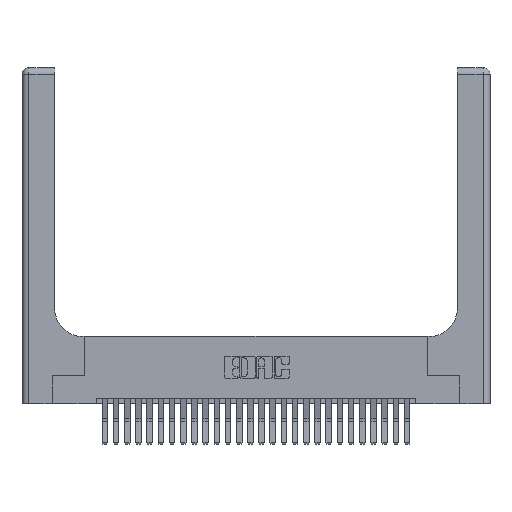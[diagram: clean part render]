
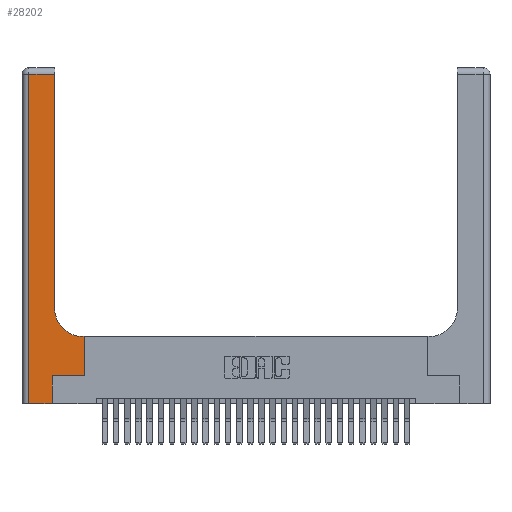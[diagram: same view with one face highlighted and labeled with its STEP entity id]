
A CAD part, top view. The second image highlights one B-rep face of the part: STEP entity #28202.
In plain terms, the highlighted planar face has unit normal (0, 0, 1).
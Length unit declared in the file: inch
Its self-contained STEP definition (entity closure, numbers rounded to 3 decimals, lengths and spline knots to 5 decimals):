
#552 = LINE ( 'NONE', #19602, #23814 ) ;
#1072 = DIRECTION ( 'NONE',  ( 0., 0., -1. ) ) ;
#1128 = CARTESIAN_POINT ( 'NONE',  ( 0.5585, 0.25, 0.37 ) ) ;
#1572 = CARTESIAN_POINT ( 'NONE',  ( 0.5585, 0.6, 0.37 ) ) ;
#1733 = VERTEX_POINT ( 'NONE', #1128 ) ;
#2064 = DIRECTION ( 'NONE',  ( 0., 1., 0. ) ) ;
#2224 = DIRECTION ( 'NONE',  ( -1., 0., 0. ) ) ;
#2244 = ORIENTED_EDGE ( 'NONE', *, *, #27739, .T. ) ;
#2276 = LINE ( 'NONE', #13261, #24823 ) ;
#2952 = FACE_OUTER_BOUND ( 'NONE', #19666, .T. ) ;
#3150 = VERTEX_POINT ( 'NONE', #15805 ) ;
#3402 = EDGE_CURVE ( 'NONE', #13768, #26707, #20127, .T. ) ;
#4502 = CARTESIAN_POINT ( 'NONE',  ( 0., 2.94, 0.37 ) ) ;
#4906 = CARTESIAN_POINT ( 'NONE',  ( 0.5585, 0.25, 0.37 ) ) ;
#4983 = DIRECTION ( 'NONE',  ( 0., 0., -1. ) ) ;
#5427 = DIRECTION ( 'NONE',  ( -1., 0., 0. ) ) ;
#6183 = CARTESIAN_POINT ( 'NONE',  ( 0.2915, 0.85, 0.37 ) ) ;
#6523 = ORIENTED_EDGE ( 'NONE', *, *, #25625, .T. ) ;
#6912 = VECTOR ( 'NONE', #9425, 39.37008 ) ;
#7301 = CARTESIAN_POINT ( 'NONE',  ( 0.2915, 2.94, 0.37 ) ) ;
#7451 = EDGE_CURVE ( 'NONE', #3150, #22893, #552, .T. ) ;
#7680 = VERTEX_POINT ( 'NONE', #18182 ) ;
#8095 = EDGE_CURVE ( 'NONE', #11408, #13742, #2276, .T. ) ;
#8147 = CARTESIAN_POINT ( 'NONE',  ( 0.06, 0., 0.37 ) ) ;
#8694 = LINE ( 'NONE', #15888, #25941 ) ;
#9055 = DIRECTION ( 'NONE',  ( 1., 0., 0. ) ) ;
#9425 = DIRECTION ( 'NONE',  ( 0., 1., 0. ) ) ;
#9705 = EDGE_CURVE ( 'NONE', #22893, #1733, #8694, .T. ) ;
#10324 = ORIENTED_EDGE ( 'NONE', *, *, #8095, .T. ) ;
#11019 = ORIENTED_EDGE ( 'NONE', *, *, #14876, .T. ) ;
#11090 = AXIS2_PLACEMENT_3D ( 'NONE', #18423, #4983, #20726 ) ;
#11312 = CARTESIAN_POINT ( 'NONE',  ( 0., 0., 0.37 ) ) ;
#11408 = VERTEX_POINT ( 'NONE', #6183 ) ;
#12558 = EDGE_CURVE ( 'NONE', #13742, #13768, #20172, .T. ) ;
#12608 = ORIENTED_EDGE ( 'NONE', *, *, #22037, .T. ) ;
#12899 = DIRECTION ( 'NONE',  ( 0., 1., 0. ) ) ;
#13261 = CARTESIAN_POINT ( 'NONE',  ( 0.2915, 3., 0.37 ) ) ;
#13455 = VECTOR ( 'NONE', #2224, 39.37008 ) ;
#13742 = VERTEX_POINT ( 'NONE', #7301 ) ;
#13768 = VERTEX_POINT ( 'NONE', #27560 ) ;
#14124 = VECTOR ( 'NONE', #27165, 39.37008 ) ;
#14545 = CARTESIAN_POINT ( 'NONE',  ( 0.5415, 0.85, 0.37 ) ) ;
#14876 = EDGE_CURVE ( 'NONE', #25978, #7680, #17887, .T. ) ;
#15805 = CARTESIAN_POINT ( 'NONE',  ( 0.269, 0., 0.37 ) ) ;
#15888 = CARTESIAN_POINT ( 'NONE',  ( 0.269, 0.25, 0.37 ) ) ;
#16325 = ORIENTED_EDGE ( 'NONE', *, *, #12558, .T. ) ;
#16800 = DIRECTION ( 'NONE',  ( 1., 0., 0. ) ) ;
#17887 = LINE ( 'NONE', #23342, #23907 ) ;
#18084 = CARTESIAN_POINT ( 'NONE',  ( 0.06, 3., 0.37 ) ) ;
#18182 = CARTESIAN_POINT ( 'NONE',  ( 0.5415, 0.6, 0.37 ) ) ;
#18219 = DIRECTION ( 'NONE',  ( 1., 0., 0. ) ) ;
#18423 = CARTESIAN_POINT ( 'NONE',  ( 0., 3., 0.37 ) ) ;
#18719 = ORIENTED_EDGE ( 'NONE', *, *, #9705, .T. ) ;
#18865 = LINE ( 'NONE', #4906, #6912 ) ;
#19135 = CARTESIAN_POINT ( 'NONE',  ( 0.269, 0.25, 0.37 ) ) ;
#19602 = CARTESIAN_POINT ( 'NONE',  ( 0.269, 0., 0.37 ) ) ;
#19666 = EDGE_LOOP ( 'NONE', ( #10324, #16325, #19978, #6523, #24277, #18719, #12608, #11019, #2244 ) ) ;
#19978 = ORIENTED_EDGE ( 'NONE', *, *, #3402, .T. ) ;
#20127 = LINE ( 'NONE', #18084, #14124 ) ;
#20172 = LINE ( 'NONE', #4502, #13455 ) ;
#20726 = DIRECTION ( 'NONE',  ( -1., 0., 0. ) ) ;
#22037 = EDGE_CURVE ( 'NONE', #1733, #25978, #18865, .T. ) ;
#22825 = CIRCLE ( 'NONE', #26338, 0.25 ) ;
#22893 = VERTEX_POINT ( 'NONE', #19135 ) ;
#22910 = VECTOR ( 'NONE', #9055, 39.37008 ) ;
#23342 = CARTESIAN_POINT ( 'NONE',  ( 0.2915, 0.6, 0.37 ) ) ;
#23814 = VECTOR ( 'NONE', #12899, 39.37008 ) ;
#23907 = VECTOR ( 'NONE', #5427, 39.37008 ) ;
#24277 = ORIENTED_EDGE ( 'NONE', *, *, #7451, .T. ) ;
#24823 = VECTOR ( 'NONE', #2064, 39.37008 ) ;
#25157 = PLANE ( 'NONE',  #11090 ) ;
#25625 = EDGE_CURVE ( 'NONE', #26707, #3150, #28883, .T. ) ;
#25941 = VECTOR ( 'NONE', #18219, 39.37008 ) ;
#25978 = VERTEX_POINT ( 'NONE', #1572 ) ;
#26338 = AXIS2_PLACEMENT_3D ( 'NONE', #14545, #1072, #16800 ) ;
#26707 = VERTEX_POINT ( 'NONE', #8147 ) ;
#27165 = DIRECTION ( 'NONE',  ( 0., -1., 0. ) ) ;
#27560 = CARTESIAN_POINT ( 'NONE',  ( 0.06, 2.94, 0.37 ) ) ;
#27739 = EDGE_CURVE ( 'NONE', #7680, #11408, #22825, .T. ) ;
#28202 = ADVANCED_FACE ( 'NONE', ( #2952 ), #25157, .F. ) ;
#28883 = LINE ( 'NONE', #11312, #22910 ) ;
